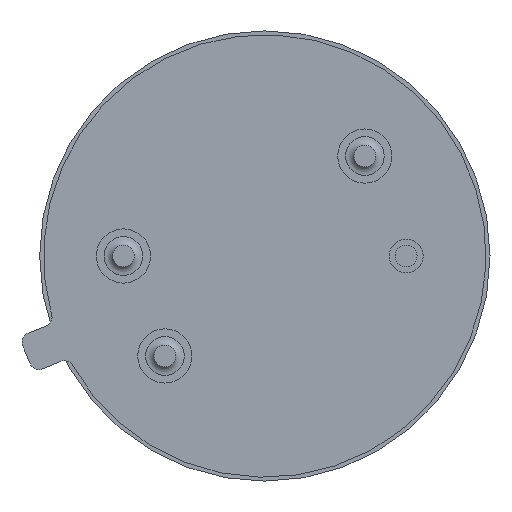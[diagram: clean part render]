
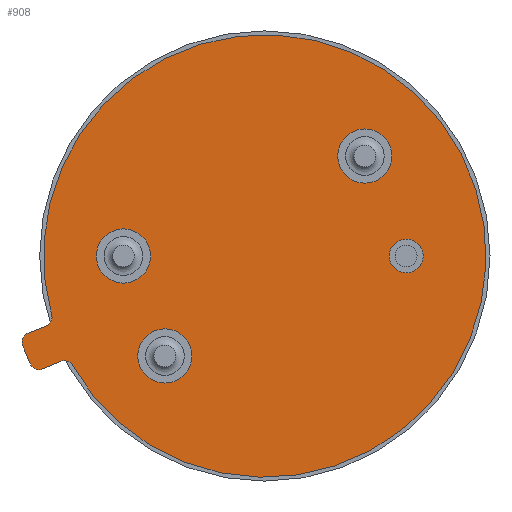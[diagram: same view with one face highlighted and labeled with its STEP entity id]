
A CAD part, front view. The second image highlights one B-rep face of the part: STEP entity #908.
In plain terms, the highlighted planar face has unit normal (0, -1, 0).
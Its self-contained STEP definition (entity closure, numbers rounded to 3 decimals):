
#109=FACE_BOUND('',#308,.T.);
#110=FACE_BOUND('',#309,.T.);
#111=FACE_BOUND('',#310,.T.);
#112=FACE_BOUND('',#311,.T.);
#130=LINE('',#1641,#167);
#131=LINE('',#1645,#168);
#132=LINE('',#1649,#169);
#167=VECTOR('',#1292,0.403);
#168=VECTOR('',#1295,0.399);
#169=VECTOR('',#1298,0.406);
#238=FACE_OUTER_BOUND('',#307,.T.);
#307=EDGE_LOOP('',(#678,#679,#680,#681,#682,#683,#684,#685));
#308=EDGE_LOOP('',(#686));
#309=EDGE_LOOP('',(#687));
#310=EDGE_LOOP('',(#688));
#311=EDGE_LOOP('',(#689));
#390=CIRCLE('',#1079,0.56);
#391=CIRCLE('',#1081,4.57);
#392=CIRCLE('',#1082,0.2);
#393=CIRCLE('',#1083,0.2);
#394=CIRCLE('',#1084,0.2);
#395=CIRCLE('',#1085,0.2);
#396=CIRCLE('',#1086,0.56);
#397=CIRCLE('',#1087,0.35);
#398=CIRCLE('',#1088,0.56);
#466=VERTEX_POINT('',#1631);
#467=VERTEX_POINT('',#1635);
#468=VERTEX_POINT('',#1636);
#469=VERTEX_POINT('',#1638);
#470=VERTEX_POINT('',#1640);
#471=VERTEX_POINT('',#1642);
#472=VERTEX_POINT('',#1644);
#473=VERTEX_POINT('',#1646);
#474=VERTEX_POINT('',#1648);
#475=VERTEX_POINT('',#1651);
#476=VERTEX_POINT('',#1653);
#477=VERTEX_POINT('',#1655);
#544=EDGE_CURVE('',#466,#466,#390,.T.);
#546=EDGE_CURVE('',#467,#468,#391,.T.);
#547=EDGE_CURVE('',#468,#469,#392,.T.);
#548=EDGE_CURVE('',#469,#470,#130,.T.);
#549=EDGE_CURVE('',#470,#471,#393,.T.);
#550=EDGE_CURVE('',#471,#472,#131,.T.);
#551=EDGE_CURVE('',#472,#473,#394,.T.);
#552=EDGE_CURVE('',#473,#474,#132,.T.);
#553=EDGE_CURVE('',#474,#467,#395,.T.);
#554=EDGE_CURVE('',#475,#475,#396,.T.);
#555=EDGE_CURVE('',#476,#476,#397,.T.);
#556=EDGE_CURVE('',#477,#477,#398,.T.);
#678=ORIENTED_EDGE('',*,*,#546,.T.);
#679=ORIENTED_EDGE('',*,*,#547,.T.);
#680=ORIENTED_EDGE('',*,*,#548,.T.);
#681=ORIENTED_EDGE('',*,*,#549,.T.);
#682=ORIENTED_EDGE('',*,*,#550,.T.);
#683=ORIENTED_EDGE('',*,*,#551,.T.);
#684=ORIENTED_EDGE('',*,*,#552,.T.);
#685=ORIENTED_EDGE('',*,*,#553,.T.);
#686=ORIENTED_EDGE('',*,*,#544,.T.);
#687=ORIENTED_EDGE('',*,*,#554,.T.);
#688=ORIENTED_EDGE('',*,*,#555,.T.);
#689=ORIENTED_EDGE('',*,*,#556,.T.);
#876=PLANE('',#1080);
#908=ADVANCED_FACE('',(#238,#109,#110,#111,#112),#876,.T.);
#1079=AXIS2_PLACEMENT_3D('',#1632,#1283,#1284);
#1080=AXIS2_PLACEMENT_3D('',#1634,#1286,#1287);
#1081=AXIS2_PLACEMENT_3D('',#1637,#1288,#1289);
#1082=AXIS2_PLACEMENT_3D('',#1639,#1290,#1291);
#1083=AXIS2_PLACEMENT_3D('',#1643,#1293,#1294);
#1084=AXIS2_PLACEMENT_3D('',#1647,#1296,#1297);
#1085=AXIS2_PLACEMENT_3D('',#1650,#1299,#1300);
#1086=AXIS2_PLACEMENT_3D('',#1652,#1301,#1302);
#1087=AXIS2_PLACEMENT_3D('',#1654,#1303,#1304);
#1088=AXIS2_PLACEMENT_3D('',#1656,#1305,#1306);
#1283=DIRECTION('center_axis',(0.,1.,0.));
#1284=DIRECTION('ref_axis',(0.,0.,1.));
#1286=DIRECTION('center_axis',(0.,-1.,0.));
#1287=DIRECTION('ref_axis',(0.,0.,-1.));
#1288=DIRECTION('center_axis',(0.,-1.,0.));
#1289=DIRECTION('ref_axis',(0.,0.,1.));
#1290=DIRECTION('center_axis',(0.,1.,0.));
#1291=DIRECTION('ref_axis',(1.,0.,-0.022));
#1292=DIRECTION('',(-0.927,0.,-0.376));
#1293=DIRECTION('center_axis',(0.,-1.,0.));
#1294=DIRECTION('ref_axis',(-0.376,0.,0.927));
#1295=DIRECTION('',(0.383,0.,-0.924));
#1296=DIRECTION('center_axis',(0.,-1.,0.));
#1297=DIRECTION('ref_axis',(0.,0.,-1.));
#1298=DIRECTION('',(0.924,0.,0.382));
#1299=DIRECTION('center_axis',(0.,1.,0.));
#1300=DIRECTION('ref_axis',(-0.382,0.,0.924));
#1301=DIRECTION('center_axis',(0.,1.,0.));
#1302=DIRECTION('ref_axis',(0.,0.,1.));
#1303=DIRECTION('center_axis',(0.,1.,0.));
#1304=DIRECTION('ref_axis',(0.,0.,1.));
#1305=DIRECTION('center_axis',(0.,1.,0.));
#1306=DIRECTION('ref_axis',(0.,0.,1.));
#1631=CARTESIAN_POINT('',(2.065,0.,1.505));
#1632=CARTESIAN_POINT('Origin',(2.065,0.,2.065));
#1634=CARTESIAN_POINT('Origin',(0.,0.,0.));
#1635=CARTESIAN_POINT('',(-3.995,0.,-2.219));
#1636=CARTESIAN_POINT('',(-4.392,0.,-1.262));
#1637=CARTESIAN_POINT('Origin',(0.,0.,0.));
#1638=CARTESIAN_POINT('',(-4.517,0.,-1.443));
#1639=CARTESIAN_POINT('Origin',(-4.592,0.,-1.257));
#1640=CARTESIAN_POINT('',(-4.891,0.,-1.594));
#1641=CARTESIAN_POINT('',(-4.517,0.,-1.443));
#1642=CARTESIAN_POINT('',(-5.,0.,-1.856));
#1643=CARTESIAN_POINT('Origin',(-4.816,0.,-1.78));
#1644=CARTESIAN_POINT('',(-4.848,0.,-2.225));
#1645=CARTESIAN_POINT('',(-5.,0.,-1.856));
#1646=CARTESIAN_POINT('',(-4.586,0.,-2.333));
#1647=CARTESIAN_POINT('Origin',(-4.663,0.,-2.148));
#1648=CARTESIAN_POINT('',(-4.211,0.,-2.177));
#1649=CARTESIAN_POINT('',(-4.586,0.,-2.333));
#1650=CARTESIAN_POINT('Origin',(-4.135,0.,-2.362));
#1651=CARTESIAN_POINT('',(-2.065,0.,-1.505));
#1652=CARTESIAN_POINT('Origin',(-2.065,0.,-2.065));
#1653=CARTESIAN_POINT('',(2.92,0.,0.35));
#1654=CARTESIAN_POINT('Origin',(2.92,0.,0.));
#1655=CARTESIAN_POINT('',(-2.92,0.,-0.56));
#1656=CARTESIAN_POINT('Origin',(-2.92,0.,0.));
